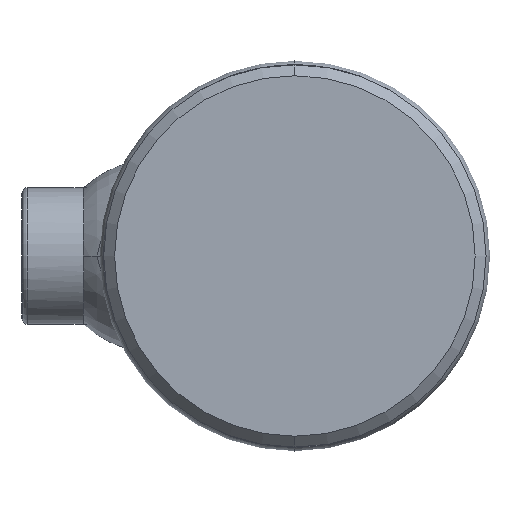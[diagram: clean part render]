
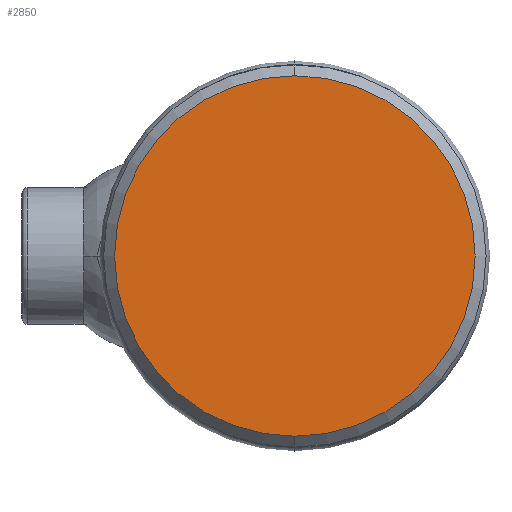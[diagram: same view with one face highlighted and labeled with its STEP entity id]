
A CAD part, left-side view. The second image highlights one B-rep face of the part: STEP entity #2850.
In plain terms, the highlighted planar face has unit normal (-1, 0, 0).
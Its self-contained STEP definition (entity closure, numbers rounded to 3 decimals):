
#133 = CARTESIAN_POINT ( 'NONE',  ( 0., 0., 0. ) ) ;
#181 = VERTEX_POINT ( 'NONE', #2044 ) ;
#224 = AXIS2_PLACEMENT_3D ( 'NONE', #2245, #2232, #2214 ) ;
#428 = FACE_OUTER_BOUND ( 'NONE', #2554, .T. ) ;
#529 = DIRECTION ( 'NONE',  ( 0., 0., -1. ) ) ;
#531 = DIRECTION ( 'NONE',  ( -1., 0., 0. ) ) ;
#533 = CARTESIAN_POINT ( 'NONE',  ( 0., 0., 0. ) ) ;
#537 = AXIS2_PLACEMENT_3D ( 'NONE', #533, #531, #529 ) ;
#684 = VERTEX_POINT ( 'NONE', #2559 ) ;
#740 = ORIENTED_EDGE ( 'NONE', *, *, #3480, .T. ) ;
#747 = CIRCLE ( 'NONE', #537, 33. ) ;
#834 = AXIS2_PLACEMENT_3D ( 'NONE', #133, #3285, #3282 ) ;
#2044 = CARTESIAN_POINT ( 'NONE',  ( 0., 0., 33. ) ) ;
#2214 = DIRECTION ( 'NONE',  ( 0., 0., -1. ) ) ;
#2232 = DIRECTION ( 'NONE',  ( -1., 0., 0. ) ) ;
#2245 = CARTESIAN_POINT ( 'NONE',  ( 0., 0., 0. ) ) ;
#2554 = EDGE_LOOP ( 'NONE', ( #740, #2809 ) ) ;
#2559 = CARTESIAN_POINT ( 'NONE',  ( 0., 0., -33. ) ) ;
#2675 = CIRCLE ( 'NONE', #224, 33. ) ;
#2809 = ORIENTED_EDGE ( 'NONE', *, *, #3196, .T. ) ;
#2850 = ADVANCED_FACE ( 'NONE', ( #428 ), #3309, .F. ) ;
#3196 = EDGE_CURVE ( 'NONE', #181, #684, #747, .T. ) ;
#3282 = DIRECTION ( 'NONE',  ( 0., 0., -1. ) ) ;
#3285 = DIRECTION ( 'NONE',  ( 1., 0., 0. ) ) ;
#3309 = PLANE ( 'NONE',  #834 ) ;
#3480 = EDGE_CURVE ( 'NONE', #684, #181, #2675, .T. ) ;
